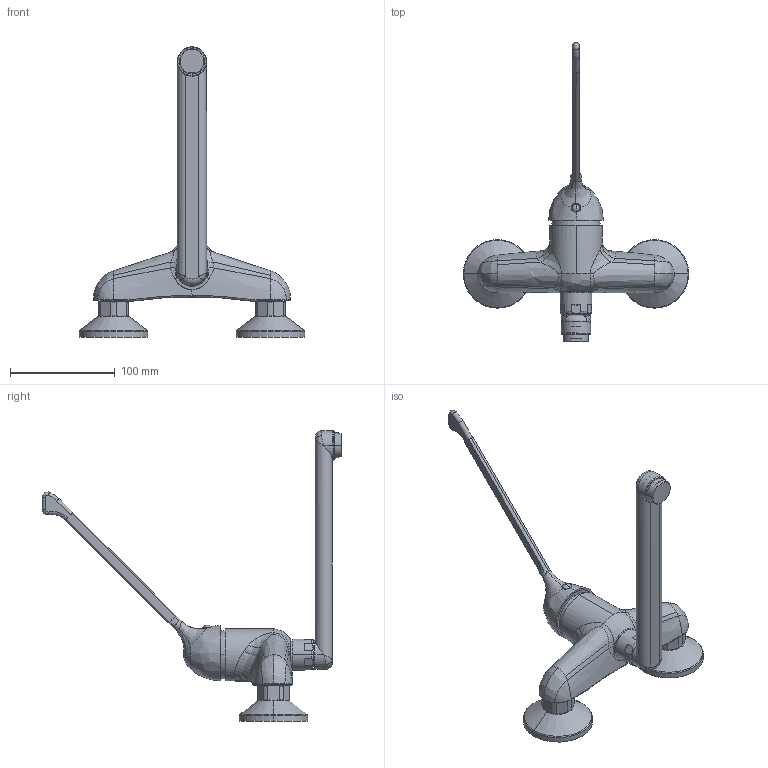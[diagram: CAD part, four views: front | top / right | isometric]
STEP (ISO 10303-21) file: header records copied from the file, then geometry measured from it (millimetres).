
FILE_DESCRIPTION((''),'2;1');
FILE_NAME('ND302CR','2021-11-10T10:04:36',('ut3'),('PAFFONI SpA'),'CREO PARAMETRIC BY PTC INC, 2020044','CREO PARAMETRIC BY PTC INC, 2020044','');
FILE_SCHEMA(('CONFIG_CONTROL_DESIGN','SHAPE_APPEARANCE_LAYERS_GROUPS'));
Length unit declared in the file: millimetre
Products named in the file (1): ND302CR
Bounding box: 215.5 x 286.2 x 277.5 mm (x, y, z)
Volume: 455158.6 mm3; surface area: 107045.2 mm2
Topology: 2 solids, 2 shells, 349 faces, 868 edges, 540 vertices
Faces by surface type: plane 96, cylinder 87, bspline 81, cone 54, torus 23, sphere 8
Entity records: 20688 total; most frequent: CARTESIAN_POINT 10494, ORIENTED_EDGE 1724, DIRECTION 1476, EDGE_CURVE 862, AXIS2_PLACEMENT_3D 636, VERTEX_POINT 540, EDGE_LOOP 378, CIRCLE 368
